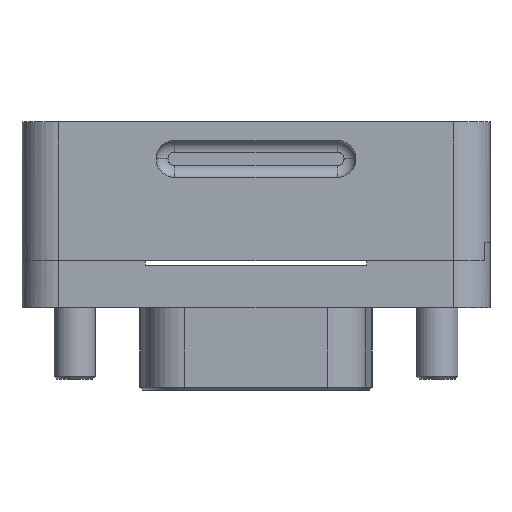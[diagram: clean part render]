
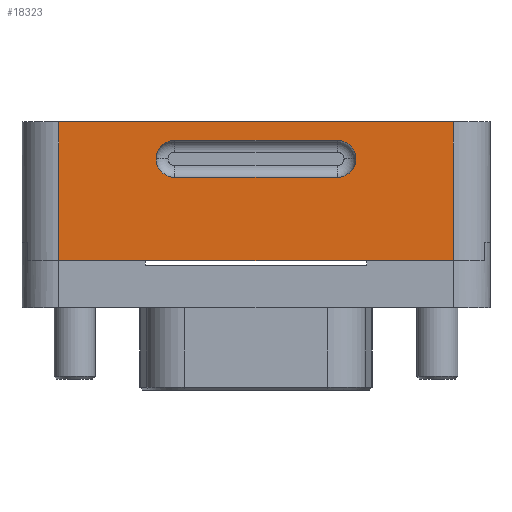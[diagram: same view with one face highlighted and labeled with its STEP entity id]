
A CAD part, front view. The second image highlights one B-rep face of the part: STEP entity #18323.
In plain terms, the highlighted planar face has unit normal (0, -1, 0).
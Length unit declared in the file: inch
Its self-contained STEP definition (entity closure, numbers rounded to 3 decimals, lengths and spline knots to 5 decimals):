
#8332 = CARTESIAN_POINT ( 'NONE',  ( -0.22, -0.475, -0.05 ) ) ;
#8333 = DIRECTION ( 'NONE',  ( 1., 0., 0. ) ) ;
#8334 = VECTOR ( 'NONE', #8333, 39.37008 ) ;
#8335 = CARTESIAN_POINT ( 'NONE',  ( 0., -0.475, -0.05 ) ) ;
#8336 = LINE ( 'NONE', #8335, #8334 ) ;
#8347 = CARTESIAN_POINT ( 'NONE',  ( 0.22, -0.475, -0.05 ) ) ;
#8378 = CARTESIAN_POINT ( 'NONE',  ( 0.22, -0.475, -0.15 ) ) ;
#8431 = CARTESIAN_POINT ( 'NONE',  ( -0.22, -0.475, -0.15 ) ) ;
#8432 = DIRECTION ( 'NONE',  ( -1., 0., 0. ) ) ;
#8433 = VECTOR ( 'NONE', #8432, 39.37008 ) ;
#8434 = CARTESIAN_POINT ( 'NONE',  ( 0., -0.475, -0.15 ) ) ;
#8435 = LINE ( 'NONE', #8434, #8433 ) ;
#8483 = DIRECTION ( 'NONE',  ( 0., 0., 1. ) ) ;
#8484 = DIRECTION ( 'NONE',  ( 0., 1., 0. ) ) ;
#8485 = CARTESIAN_POINT ( 'NONE',  ( 0.22, -0.475, -0.1 ) ) ;
#8486 = AXIS2_PLACEMENT_3D ( 'NONE', #8485, #8484, #8483 ) ;
#8487 = CIRCLE ( 'NONE', #8486, 0.05 ) ;
#8561 = DIRECTION ( 'NONE',  ( 0., 0., 1. ) ) ;
#8562 = DIRECTION ( 'NONE',  ( 0., 1., 0. ) ) ;
#8563 = CARTESIAN_POINT ( 'NONE',  ( -0.22, -0.475, -0.1 ) ) ;
#8564 = AXIS2_PLACEMENT_3D ( 'NONE', #8563, #8562, #8561 ) ;
#8565 = CIRCLE ( 'NONE', #8564, 0.05 ) ;
#9069 = DIRECTION ( 'NONE',  ( 0., 0., 1. ) ) ;
#9070 = VECTOR ( 'NONE', #9069, 39.37008 ) ;
#9071 = CARTESIAN_POINT ( 'NONE',  ( -0.5325, -0.475, -0.1875 ) ) ;
#9072 = LINE ( 'NONE', #9071, #9070 ) ;
#9086 = DIRECTION ( 'NONE',  ( 0., 0., -1. ) ) ;
#9087 = VECTOR ( 'NONE', #9086, 39.37008 ) ;
#9088 = CARTESIAN_POINT ( 'NONE',  ( 0.5325, -0.475, -0.1875 ) ) ;
#9089 = LINE ( 'NONE', #9088, #9087 ) ;
#9090 = CARTESIAN_POINT ( 'NONE',  ( 0.5325, -0.475, -0.375 ) ) ;
#9091 = DIRECTION ( 'NONE',  ( 1., 0., 0. ) ) ;
#9092 = VECTOR ( 'NONE', #9091, 39.37008 ) ;
#9093 = CARTESIAN_POINT ( 'NONE',  ( 0., -0.475, -0.375 ) ) ;
#9094 = LINE ( 'NONE', #9093, #9092 ) ;
#9095 = CARTESIAN_POINT ( 'NONE',  ( -0.5325, -0.475, -0.375 ) ) ;
#9117 = CARTESIAN_POINT ( 'NONE',  ( 0.5325, -0.475, 0. ) ) ;
#9118 = CARTESIAN_POINT ( 'NONE',  ( -0.5325, -0.475, 0. ) ) ;
#9119 = DIRECTION ( 'NONE',  ( 1., 0., 0. ) ) ;
#9120 = VECTOR ( 'NONE', #9119, 39.37008 ) ;
#9121 = CARTESIAN_POINT ( 'NONE',  ( 0., -0.475, 0. ) ) ;
#9122 = LINE ( 'NONE', #9121, #9120 ) ;
#9123 = DIRECTION ( 'NONE',  ( 0., 0., -1. ) ) ;
#9124 = DIRECTION ( 'NONE',  ( 0., -1., 0. ) ) ;
#9125 = CARTESIAN_POINT ( 'NONE',  ( 0.5325, -0.475, 0. ) ) ;
#9126 = AXIS2_PLACEMENT_3D ( 'NONE', #9125, #9124, #9123 ) ;
#9127 = PLANE ( 'NONE',  #9126 ) ;
#9128 = FACE_BOUND ( 'NONE', #18308, .T. ) ;
#9129 = FACE_OUTER_BOUND ( 'NONE', #18324, .T. ) ;
#17787 = VERTEX_POINT ( 'NONE', #8347 ) ;
#17795 = EDGE_CURVE ( 'NONE', #17796, #17787, #8336, .T. ) ;
#17796 = VERTEX_POINT ( 'NONE', #8332 ) ;
#17810 = VERTEX_POINT ( 'NONE', #8378 ) ;
#17830 = EDGE_CURVE ( 'NONE', #17810, #17831, #8435, .T. ) ;
#17831 = VERTEX_POINT ( 'NONE', #8431 ) ;
#17868 = EDGE_CURVE ( 'NONE', #17787, #17810, #8487, .T. ) ;
#17895 = EDGE_CURVE ( 'NONE', #17831, #17796, #8565, .T. ) ;
#18242 = EDGE_CURVE ( 'NONE', #18302, #18327, #9072, .T. ) ;
#18302 = VERTEX_POINT ( 'NONE', #9095 ) ;
#18303 = ORIENTED_EDGE ( 'NONE', *, *, #18304, .T. ) ;
#18304 = EDGE_CURVE ( 'NONE', #18302, #18305, #9094, .T. ) ;
#18305 = VERTEX_POINT ( 'NONE', #9090 ) ;
#18306 = ORIENTED_EDGE ( 'NONE', *, *, #18307, .F. ) ;
#18307 = EDGE_CURVE ( 'NONE', #18328, #18305, #9089, .T. ) ;
#18308 = EDGE_LOOP ( 'NONE', ( #18309, #18310, #18311, #18312 ) ) ;
#18309 = ORIENTED_EDGE ( 'NONE', *, *, #17895, .T. ) ;
#18310 = ORIENTED_EDGE ( 'NONE', *, *, #17795, .T. ) ;
#18311 = ORIENTED_EDGE ( 'NONE', *, *, #17868, .T. ) ;
#18312 = ORIENTED_EDGE ( 'NONE', *, *, #17830, .T. ) ;
#18323 = ADVANCED_FACE ( 'NONE', ( #9129, #9128 ), #9127, .T. ) ;
#18324 = EDGE_LOOP ( 'NONE', ( #18325, #18329, #18303, #18306 ) ) ;
#18325 = ORIENTED_EDGE ( 'NONE', *, *, #18326, .F. ) ;
#18326 = EDGE_CURVE ( 'NONE', #18327, #18328, #9122, .T. ) ;
#18327 = VERTEX_POINT ( 'NONE', #9118 ) ;
#18328 = VERTEX_POINT ( 'NONE', #9117 ) ;
#18329 = ORIENTED_EDGE ( 'NONE', *, *, #18242, .F. ) ;
